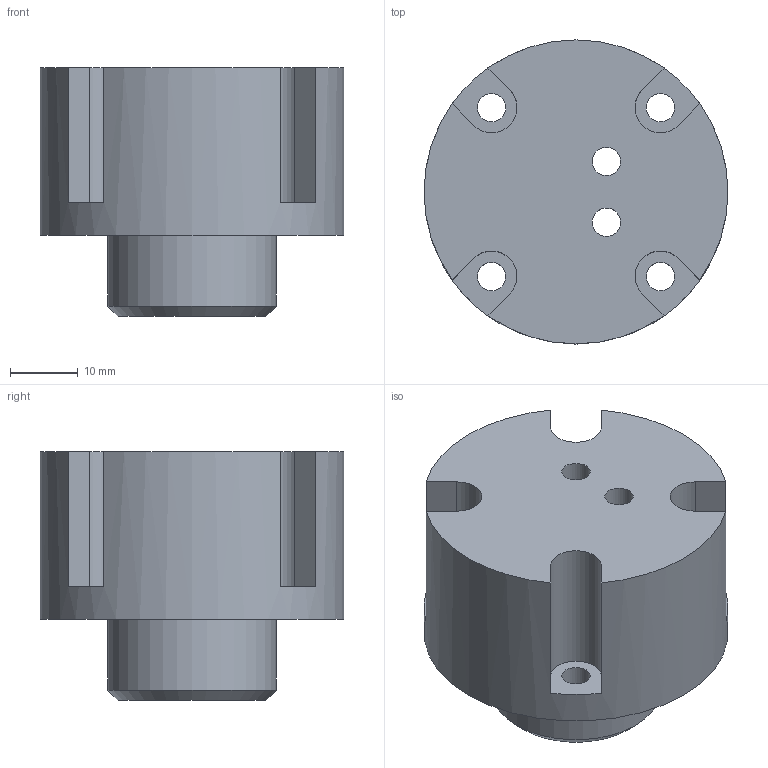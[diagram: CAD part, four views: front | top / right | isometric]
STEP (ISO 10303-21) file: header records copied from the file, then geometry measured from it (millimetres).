
FILE_DESCRIPTION(/* description */ (''),/* implementation_level */ '2;1');
FILE_NAME(/* name */ 'StageConnection.stp',/* time_stamp */ '2022-12-04T07:53:24+01:00',/* author */ ('Timo Raab'),/* organization */ ('AG Schmidt-Mende Universität Konstanz'),/* preprocessor_version */ 'ST-DEVELOPER v19.2',/* originating_system */ 'Autodesk Inventor 2023',/* authorisation */ '');
FILE_SCHEMA (('AUTOMOTIVE_DESIGN { 1 0 10303 214 3 1 1 }'));
Length unit declared in the file: millimetre
Products named in the file (1): StageConnection
Bounding box: 45 x 45 x 36.8 mm (x, y, z)
Volume: 37498.8 mm3; surface area: 10295.1 mm2
Topology: 1 solids, 1 shells, 32 faces, 81 edges, 54 vertices
Faces by surface type: plane 17, cylinder 14, cone 1
Full cylindrical faces by diameter (mm): 4.2 x6, 7.5 x2, 24.9 x1, 45 x1
Entity records: 1050 total; most frequent: DIRECTION 185, CARTESIAN_POINT 168, ORIENTED_EDGE 162, EDGE_CURVE 81, AXIS2_PLACEMENT_3D 71, VERTEX_POINT 54, EDGE_LOOP 47, LINE 43
